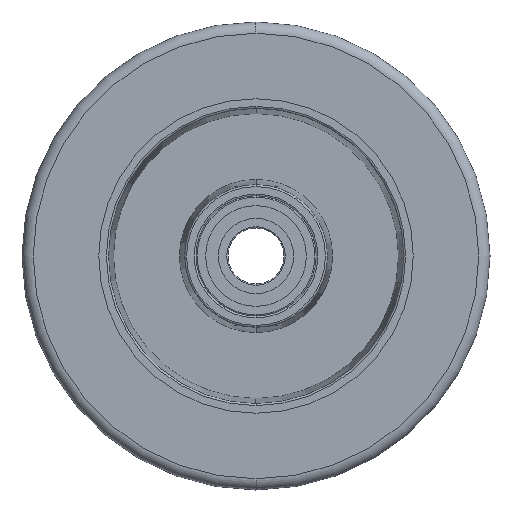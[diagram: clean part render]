
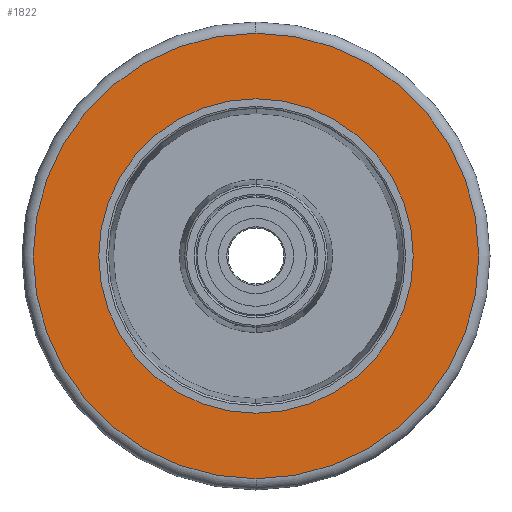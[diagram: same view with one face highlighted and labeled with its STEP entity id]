
A CAD part, left-side view. The second image highlights one B-rep face of the part: STEP entity #1822.
In plain terms, the highlighted planar face has unit normal (-1, 0, 0).
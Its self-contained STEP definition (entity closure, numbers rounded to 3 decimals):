
#139 = VERTEX_POINT ( 'NONE', #4364 ) ;
#219 = VERTEX_POINT ( 'NONE', #1517 ) ;
#247 = CIRCLE ( 'NONE', #970, 42. ) ;
#302 = DIRECTION ( 'NONE',  ( 0., 0., -1. ) ) ;
#626 = CARTESIAN_POINT ( 'NONE',  ( -20., 0., -59.5 ) ) ;
#705 = FACE_OUTER_BOUND ( 'NONE', #1715, .T. ) ;
#796 = DIRECTION ( 'NONE',  ( 0., 0., 1. ) ) ;
#970 = AXIS2_PLACEMENT_3D ( 'NONE', #3527, #5283, #1439 ) ;
#1212 = CARTESIAN_POINT ( 'NONE',  ( -20., 0., 0. ) ) ;
#1380 = CIRCLE ( 'NONE', #4699, 59.5 ) ;
#1439 = DIRECTION ( 'NONE',  ( 0., 0., 1. ) ) ;
#1460 = CARTESIAN_POINT ( 'NONE',  ( -20., 0., 0. ) ) ;
#1517 = CARTESIAN_POINT ( 'NONE',  ( -20., 0., 59.5 ) ) ;
#1521 = CIRCLE ( 'NONE', #1701, 42. ) ;
#1540 = VERTEX_POINT ( 'NONE', #626 ) ;
#1588 = PLANE ( 'NONE',  #3455 ) ;
#1701 = AXIS2_PLACEMENT_3D ( 'NONE', #1212, #2871, #796 ) ;
#1715 = EDGE_LOOP ( 'NONE', ( #2448, #2225 ) ) ;
#1822 = ADVANCED_FACE ( 'NONE', ( #705, #2049 ), #1588, .F. ) ;
#2049 = FACE_BOUND ( 'NONE', #2551, .T. ) ;
#2225 = ORIENTED_EDGE ( 'NONE', *, *, #2375, .T. ) ;
#2375 = EDGE_CURVE ( 'NONE', #219, #1540, #1380, .T. ) ;
#2423 = DIRECTION ( 'NONE',  ( 0., 0., -1. ) ) ;
#2448 = ORIENTED_EDGE ( 'NONE', *, *, #4988, .T. ) ;
#2551 = EDGE_LOOP ( 'NONE', ( #3317, #3365 ) ) ;
#2871 = DIRECTION ( 'NONE',  ( -1., 0., 0. ) ) ;
#2872 = DIRECTION ( 'NONE',  ( -1., 0., 0. ) ) ;
#3208 = VERTEX_POINT ( 'NONE', #5202 ) ;
#3317 = ORIENTED_EDGE ( 'NONE', *, *, #4784, .F. ) ;
#3365 = ORIENTED_EDGE ( 'NONE', *, *, #3859, .F. ) ;
#3455 = AXIS2_PLACEMENT_3D ( 'NONE', #4223, #5021, #302 ) ;
#3527 = CARTESIAN_POINT ( 'NONE',  ( -20., 0., 0. ) ) ;
#3573 = AXIS2_PLACEMENT_3D ( 'NONE', #1460, #3610, #4495 ) ;
#3610 = DIRECTION ( 'NONE',  ( -1., 0., 0. ) ) ;
#3859 = EDGE_CURVE ( 'NONE', #139, #3208, #247, .T. ) ;
#3949 = CIRCLE ( 'NONE', #3573, 59.5 ) ;
#4200 = CARTESIAN_POINT ( 'NONE',  ( -20., 0., 0. ) ) ;
#4223 = CARTESIAN_POINT ( 'NONE',  ( -20., 42., 0. ) ) ;
#4364 = CARTESIAN_POINT ( 'NONE',  ( -20., 0., -42. ) ) ;
#4495 = DIRECTION ( 'NONE',  ( 0., 0., -1. ) ) ;
#4699 = AXIS2_PLACEMENT_3D ( 'NONE', #4200, #2872, #2423 ) ;
#4784 = EDGE_CURVE ( 'NONE', #3208, #139, #1521, .T. ) ;
#4988 = EDGE_CURVE ( 'NONE', #1540, #219, #3949, .T. ) ;
#5021 = DIRECTION ( 'NONE',  ( 1., 0., 0. ) ) ;
#5202 = CARTESIAN_POINT ( 'NONE',  ( -20., 0., 42. ) ) ;
#5283 = DIRECTION ( 'NONE',  ( -1., 0., 0. ) ) ;
